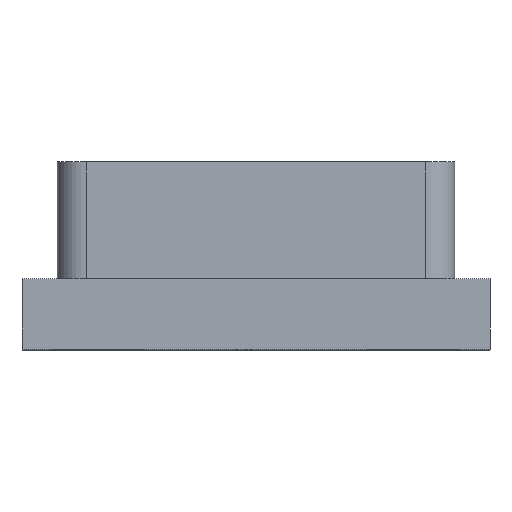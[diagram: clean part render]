
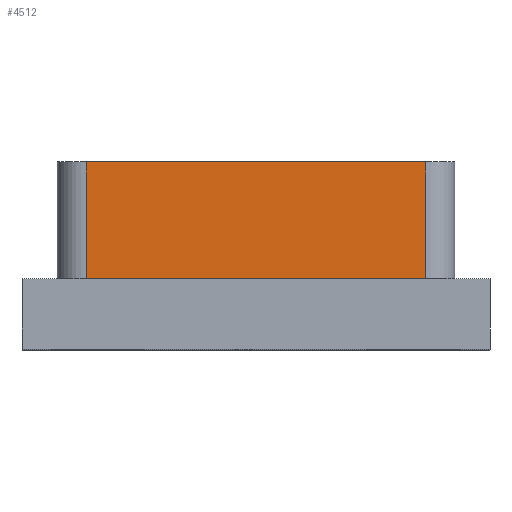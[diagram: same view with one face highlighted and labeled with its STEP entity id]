
A CAD part, top view. The second image highlights one B-rep face of the part: STEP entity #4512.
In plain terms, the highlighted planar face has unit normal (0, 0, 1).
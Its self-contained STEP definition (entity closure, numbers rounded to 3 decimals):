
#784 = ORIENTED_EDGE ( 'NONE', *, *, #1709, .T. ) ;
#1338 = ORIENTED_EDGE ( 'NONE', *, *, #4499, .F. ) ;
#1709 = EDGE_CURVE ( 'NONE', #4680, #3016, #4780, .T. ) ;
#2605 = DIRECTION ( 'NONE',  ( 1., 0., 0. ) ) ;
#2637 = DIRECTION ( 'NONE',  ( 0., 0., -1. ) ) ;
#2726 = EDGE_CURVE ( 'NONE', #10357, #4680, #6137, .T. ) ;
#2885 = VECTOR ( 'NONE', #9885, 1000. ) ;
#3016 = VERTEX_POINT ( 'NONE', #10250 ) ;
#3029 = ORIENTED_EDGE ( 'NONE', *, *, #10561, .F. ) ;
#3250 = EDGE_LOOP ( 'NONE', ( #784, #3029, #1338, #7317 ) ) ;
#3585 = VECTOR ( 'NONE', #2605, 1000. ) ;
#4149 = VECTOR ( 'NONE', #5872, 1000. ) ;
#4499 = EDGE_CURVE ( 'NONE', #10357, #10406, #8057, .T. ) ;
#4512 = ADVANCED_FACE ( 'NONE', ( #5821 ), #7683, .F. ) ;
#4538 = CARTESIAN_POINT ( 'NONE',  ( 1.45, 1.3, 2.2 ) ) ;
#4680 = VERTEX_POINT ( 'NONE', #6199 ) ;
#4780 = LINE ( 'NONE', #9425, #6789 ) ;
#5024 = CARTESIAN_POINT ( 'NONE',  ( -1.45, 1.3, 2.2 ) ) ;
#5821 = FACE_OUTER_BOUND ( 'NONE', #3250, .T. ) ;
#5872 = DIRECTION ( 'NONE',  ( 0., -1., 0. ) ) ;
#6137 = LINE ( 'NONE', #5024, #4149 ) ;
#6199 = CARTESIAN_POINT ( 'NONE',  ( -1.45, 0.3, 2.2 ) ) ;
#6789 = VECTOR ( 'NONE', #6889, 1000. ) ;
#6889 = DIRECTION ( 'NONE',  ( 1., 0., 0. ) ) ;
#7317 = ORIENTED_EDGE ( 'NONE', *, *, #2726, .T. ) ;
#7683 = PLANE ( 'NONE',  #7951 ) ;
#7951 = AXIS2_PLACEMENT_3D ( 'NONE', #8507, #2637, #8547 ) ;
#8057 = LINE ( 'NONE', #9375, #3585 ) ;
#8507 = CARTESIAN_POINT ( 'NONE',  ( -1.45, 1.3, 2.2 ) ) ;
#8547 = DIRECTION ( 'NONE',  ( -1., 0., 0. ) ) ;
#9022 = CARTESIAN_POINT ( 'NONE',  ( 1.45, 1.3, 2.2 ) ) ;
#9375 = CARTESIAN_POINT ( 'NONE',  ( -1.45, 1.3, 2.2 ) ) ;
#9425 = CARTESIAN_POINT ( 'NONE',  ( -1.45, 0.3, 2.2 ) ) ;
#9649 = LINE ( 'NONE', #9022, #2885 ) ;
#9885 = DIRECTION ( 'NONE',  ( 0., -1., 0. ) ) ;
#10224 = CARTESIAN_POINT ( 'NONE',  ( -1.45, 1.3, 2.2 ) ) ;
#10250 = CARTESIAN_POINT ( 'NONE',  ( 1.45, 0.3, 2.2 ) ) ;
#10357 = VERTEX_POINT ( 'NONE', #10224 ) ;
#10406 = VERTEX_POINT ( 'NONE', #4538 ) ;
#10561 = EDGE_CURVE ( 'NONE', #10406, #3016, #9649, .T. ) ;
